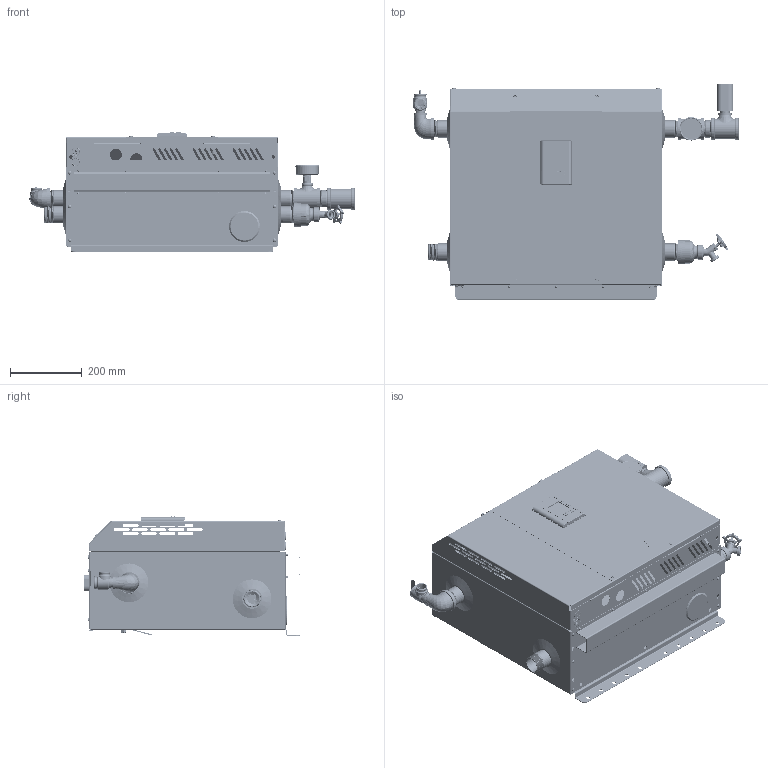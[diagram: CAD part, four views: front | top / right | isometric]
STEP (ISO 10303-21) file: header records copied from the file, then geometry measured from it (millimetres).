
FILE_DESCRIPTION (( 'STEP AP214' ), '1' );
FILE_NAME ('BTH ULTRA XL.STEP', '2024-08-15T12:19:11', ( '' ), ( '' ), 'SwSTEP 2.0', 'SolidWorks 2024', '' );
FILE_SCHEMA (( 'AUTOMOTIVE_DESIGN' ));
Length unit declared in the file: inch
Products named in the file (1): BTH ULTRA XL
Bounding box: 904.88 x 601.97 x 332.14 mm (x, y, z)
Volume: 3196757.7 mm3; surface area: 4416455 mm2
Topology: 70 solids, 70 shells, 3208 faces, 7724 edges, 4729 vertices
Faces by surface type: plane 1272, cylinder 940, cone 449, bspline 325, torus 164, sphere 58
Full cylindrical faces by diameter (mm): 1.587 x16, 2.381 x1, 3.566 x54, 3.572 x6, 3.969 x6, 4.762 x10, 4.763 x6, 4.826 x54, 4.978 x32, 5.08 x1, 5.556 x28, 7.541 x8, 7.62 x1, 7.747 x1, 7.937 x37, 7.938 x18, 9.474 x6, 9.525 x4, 9.922 x9, 10.49 x6, 11.887 x1, 14.288 x4, 16.129 x1, 16.669 x1, 19.05 x1, 20.041 x3, 20.955 x2, 21.431 x1, 21.844 x1, 22.225 x4
Entity records: 226877 total; most frequent: CARTESIAN_POINT 115926, DIRECTION 13766, ORIENTED_EDGE 13278, EDGE_CURVE 6639, AXIS2_PLACEMENT_3D 5392, EDGE_LOOP 4577, VERTEX_POINT 4504, FACE_OUTER_BOUND 3730
